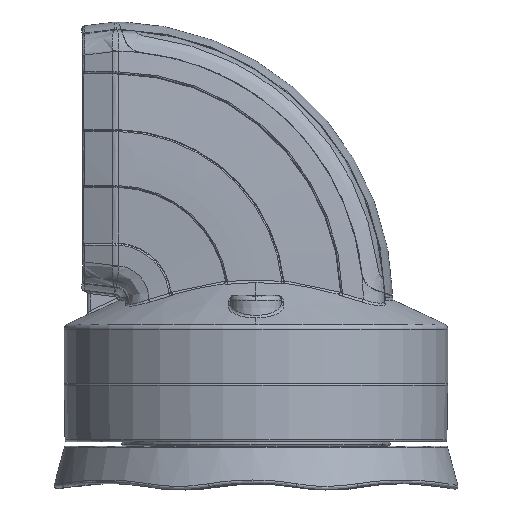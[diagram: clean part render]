
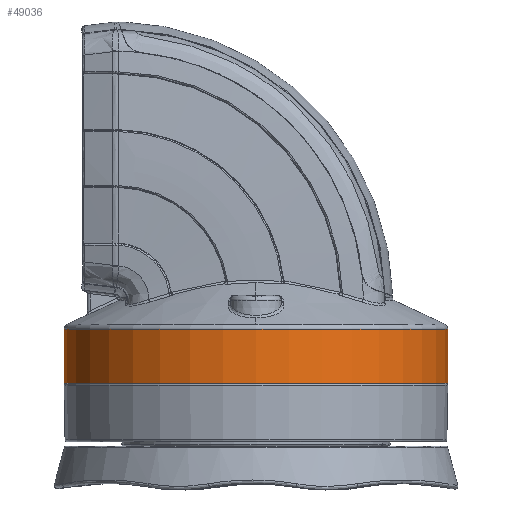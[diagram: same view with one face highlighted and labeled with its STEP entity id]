
A CAD part, front view. The second image highlights one B-rep face of the part: STEP entity #49036.
In plain terms, the highlighted cylindrical face has radius 65.675 mm (diameter 131.35 mm), a partial arc.
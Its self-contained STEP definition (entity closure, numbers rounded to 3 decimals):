
#444 = AXIS2_PLACEMENT_3D ( 'NONE', #60677, #7584, #96378 ) ;
#1889 = EDGE_CURVE ( 'NONE', #18997, #51425, #76436, .T. ) ;
#7584 = DIRECTION ( 'NONE',  ( 0., 0., -1. ) ) ;
#8168 = EDGE_CURVE ( 'NONE', #18997, #16292, #113981, .T. ) ;
#16292 = VERTEX_POINT ( 'NONE', #100319 ) ;
#16727 = CIRCLE ( 'NONE', #18741, 65.675 ) ;
#18741 = AXIS2_PLACEMENT_3D ( 'NONE', #93997, #66815, #48983 ) ;
#18997 = VERTEX_POINT ( 'NONE', #76806 ) ;
#20629 = DIRECTION ( 'NONE',  ( 0., 0., 1. ) ) ;
#22930 = EDGE_CURVE ( 'NONE', #80653, #16292, #16727, .T. ) ;
#23582 = CARTESIAN_POINT ( 'NONE',  ( 54.385, 2.175, 85.431 ) ) ;
#30554 = LINE ( 'NONE', #36882, #94491 ) ;
#30586 = ORIENTED_EDGE ( 'NONE', *, *, #85111, .F. ) ;
#30702 = VECTOR ( 'NONE', #99754, 1000. ) ;
#36882 = CARTESIAN_POINT ( 'NONE',  ( -76.965, 2.175, 85.431 ) ) ;
#38523 = CARTESIAN_POINT ( 'NONE',  ( -76.965, 2.175, 95.431 ) ) ;
#48983 = DIRECTION ( 'NONE',  ( -1., 0., 0. ) ) ;
#49036 = ADVANCED_FACE ( 'NONE', ( #79034 ), #95703, .T. ) ;
#51425 = VERTEX_POINT ( 'NONE', #38523 ) ;
#57093 = CARTESIAN_POINT ( 'NONE',  ( -11.29, 2.175, 85.431 ) ) ;
#58572 = CARTESIAN_POINT ( 'NONE',  ( -76.965, 2.175, 113.949 ) ) ;
#60677 = CARTESIAN_POINT ( 'NONE',  ( -11.29, 2.175, 95.431 ) ) ;
#62278 = ORIENTED_EDGE ( 'NONE', *, *, #1889, .F. ) ;
#66815 = DIRECTION ( 'NONE',  ( 0., 0., 1. ) ) ;
#74195 = DIRECTION ( 'NONE',  ( 1., 0., 0. ) ) ;
#75814 = ORIENTED_EDGE ( 'NONE', *, *, #8168, .T. ) ;
#76436 = CIRCLE ( 'NONE', #444, 65.675 ) ;
#76806 = CARTESIAN_POINT ( 'NONE',  ( 54.385, 2.175, 95.431 ) ) ;
#79034 = FACE_OUTER_BOUND ( 'NONE', #80784, .T. ) ;
#80653 = VERTEX_POINT ( 'NONE', #58572 ) ;
#80784 = EDGE_LOOP ( 'NONE', ( #30586, #62278, #75814, #89166 ) ) ;
#85111 = EDGE_CURVE ( 'NONE', #51425, #80653, #30554, .T. ) ;
#89166 = ORIENTED_EDGE ( 'NONE', *, *, #22930, .F. ) ;
#92412 = DIRECTION ( 'NONE',  ( 0., 0., 1. ) ) ;
#93997 = CARTESIAN_POINT ( 'NONE',  ( -11.29, 2.175, 113.949 ) ) ;
#94491 = VECTOR ( 'NONE', #20629, 1000. ) ;
#95703 = CYLINDRICAL_SURFACE ( 'NONE', #102936, 65.675 ) ;
#96378 = DIRECTION ( 'NONE',  ( 1., 0., 0. ) ) ;
#99754 = DIRECTION ( 'NONE',  ( 0., 0., 1. ) ) ;
#100319 = CARTESIAN_POINT ( 'NONE',  ( 54.385, 2.175, 113.949 ) ) ;
#102936 = AXIS2_PLACEMENT_3D ( 'NONE', #57093, #92412, #74195 ) ;
#113981 = LINE ( 'NONE', #23582, #30702 ) ;
